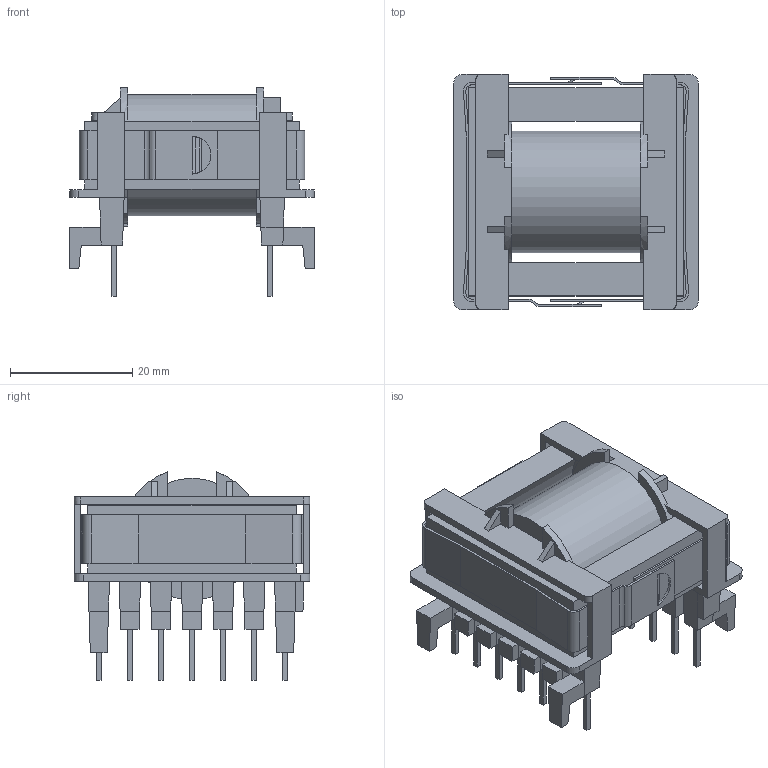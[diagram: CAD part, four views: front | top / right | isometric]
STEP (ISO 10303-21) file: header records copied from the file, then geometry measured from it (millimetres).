
FILE_DESCRIPTION(/* description */ ('Unknown'),/* implementation_level */ '2;1');
FILE_NAME(/* name */ 'T_Wurth_WE-FLEX+-ETD34',/* time_stamp */ '2025-09-15T17:23:23+08:00',/* author */ ('Unknown'),/* organization */ ('Unknown'),/* preprocessor_version */ 'ST-DEVELOPER v19.4',/* originating_system */ 'Solid Edge',/* authorisation */ 'Unknown');
FILE_SCHEMA (('AUTOMOTIVE_DESIGN {1 0 10303 214 3 1 1}'));
Length unit declared in the file: millimetre
Products named in the file (2): T_Wurth_WE-FLEX+-ETD34
Assembly tree (1 placements, depth 2):
  T_Wurth_WE-FLEX+-ETD34
    T_Wurth_WE-FLEX+-ETD34
Bounding box: 40 x 38.5 x 34.05 mm (x, y, z)
Volume: 17737.4 mm3; surface area: 14969.8 mm2
Topology: 2 solids, 2 shells, 419 faces, 1126 edges, 713 vertices
Faces by surface type: plane 347, cylinder 60, bspline 12
Full cylindrical faces by diameter (mm): 11.1 x2, 11.4 x1, 19.891 x1
Entity records: 15483 total; most frequent: CARTESIAN_POINT 2978, ORIENTED_EDGE 2240, DIRECTION 1912, EDGE_CURVE 1120, LINE 818, VECTOR 818, VERTEX_POINT 711, AXIS2_PLACEMENT_3D 547
